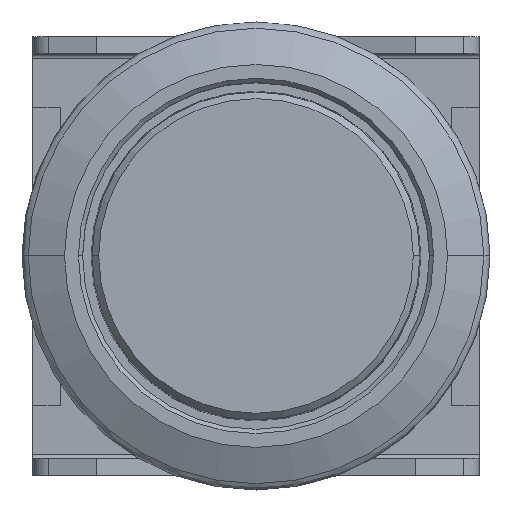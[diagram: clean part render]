
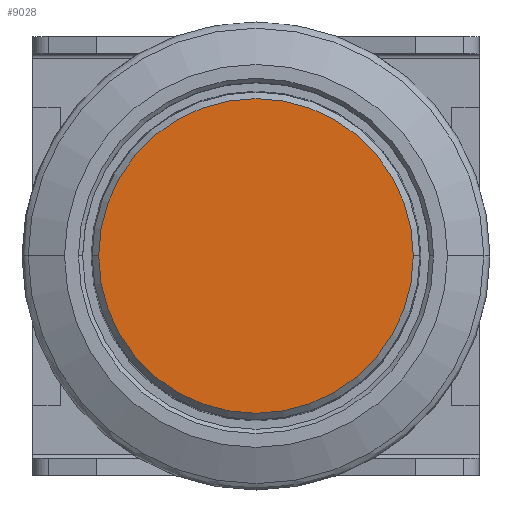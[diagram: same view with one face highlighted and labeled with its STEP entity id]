
A CAD part, top view. The second image highlights one B-rep face of the part: STEP entity #9028.
In plain terms, the highlighted planar face has unit normal (0, 0, 1).
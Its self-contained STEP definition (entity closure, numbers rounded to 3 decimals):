
#108 = CIRCLE ( 'NONE', #7379, 7.396 ) ;
#207 = VERTEX_POINT ( 'NONE', #3719 ) ;
#765 = AXIS2_PLACEMENT_3D ( 'NONE', #986, #4948, #8935 ) ;
#986 = CARTESIAN_POINT ( 'NONE',  ( 0., 0., 0. ) ) ;
#1591 = ORIENTED_EDGE ( 'NONE', *, *, #7278, .T. ) ;
#1922 = DIRECTION ( 'NONE',  ( 0., 0., 1. ) ) ;
#2108 = DIRECTION ( 'NONE',  ( -1., 0., 0. ) ) ;
#2354 = CARTESIAN_POINT ( 'NONE',  ( 7.396, 0., 0. ) ) ;
#2902 = FACE_OUTER_BOUND ( 'NONE', #12760, .T. ) ;
#2917 = VERTEX_POINT ( 'NONE', #2354 ) ;
#3719 = CARTESIAN_POINT ( 'NONE',  ( -7.396, 0., 0. ) ) ;
#4948 = DIRECTION ( 'NONE',  ( 0., 0., 1. ) ) ;
#5887 = DIRECTION ( 'NONE',  ( 1., 0., 0. ) ) ;
#6362 = CIRCLE ( 'NONE', #765, 7.396 ) ;
#6867 = PLANE ( 'NONE',  #10696 ) ;
#7057 = CARTESIAN_POINT ( 'NONE',  ( 0., 0., 0. ) ) ;
#7278 = EDGE_CURVE ( 'NONE', #2917, #207, #6362, .T. ) ;
#7379 = AXIS2_PLACEMENT_3D ( 'NONE', #7057, #11010, #2108 ) ;
#7806 = EDGE_CURVE ( 'NONE', #207, #2917, #108, .T. ) ;
#8935 = DIRECTION ( 'NONE',  ( -1., 0., 0. ) ) ;
#9028 = ADVANCED_FACE ( 'NONE', ( #2902 ), #6867, .T. ) ;
#10696 = AXIS2_PLACEMENT_3D ( 'NONE', #10831, #1922, #5887 ) ;
#10831 = CARTESIAN_POINT ( 'NONE',  ( -7.485, -7.485, 0. ) ) ;
#11010 = DIRECTION ( 'NONE',  ( 0., 0., 1. ) ) ;
#12223 = ORIENTED_EDGE ( 'NONE', *, *, #7806, .T. ) ;
#12760 = EDGE_LOOP ( 'NONE', ( #12223, #1591 ) ) ;
